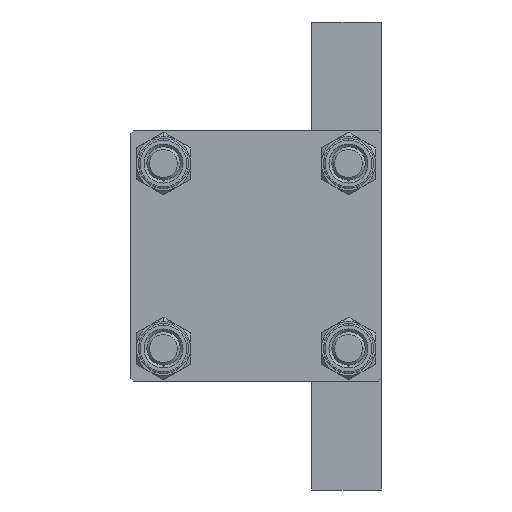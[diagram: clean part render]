
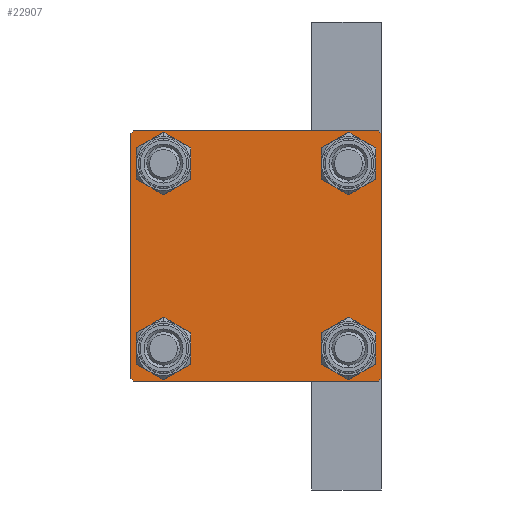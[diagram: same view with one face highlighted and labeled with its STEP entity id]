
A CAD part, left-side view. The second image highlights one B-rep face of the part: STEP entity #22907.
In plain terms, the highlighted planar face has unit normal (-1, 0, 0).
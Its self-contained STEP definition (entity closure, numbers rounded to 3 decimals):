
#714 = VERTEX_POINT ( 'NONE', #45715 ) ;
#928 = LINE ( 'NONE', #34227, #4758 ) ;
#1322 = EDGE_LOOP ( 'NONE', ( #11522, #30894, #17267, #30414, #46041, #35313, #28699, #4513 ) ) ;
#1342 = EDGE_CURVE ( 'NONE', #36845, #24073, #43188, .T. ) ;
#1698 = ORIENTED_EDGE ( 'NONE', *, *, #31065, .T. ) ;
#1886 = CARTESIAN_POINT ( 'NONE',  ( 0., 16.6, -16.6 ) ) ;
#2170 = CIRCLE ( 'NONE', #33755, 3.5 ) ;
#2352 = DIRECTION ( 'NONE',  ( 0., 0., 1. ) ) ;
#3095 = AXIS2_PLACEMENT_3D ( 'NONE', #39487, #6431, #46959 ) ;
#4142 = CARTESIAN_POINT ( 'NONE',  ( 0., -22.5, 22. ) ) ;
#4338 = EDGE_CURVE ( 'NONE', #23838, #23462, #928, .T. ) ;
#4513 = ORIENTED_EDGE ( 'NONE', *, *, #34371, .T. ) ;
#4758 = VECTOR ( 'NONE', #44831, 1000. ) ;
#4896 = CIRCLE ( 'NONE', #31883, 3.5 ) ;
#4926 = CARTESIAN_POINT ( 'NONE',  ( 0., -22.5, 22.5 ) ) ;
#5753 = LINE ( 'NONE', #13236, #27506 ) ;
#5768 = AXIS2_PLACEMENT_3D ( 'NONE', #19413, #26181, #19656 ) ;
#6431 = DIRECTION ( 'NONE',  ( 1., 0., 0. ) ) ;
#6674 = DIRECTION ( 'NONE',  ( 1., 0., 0. ) ) ;
#7129 = EDGE_LOOP ( 'NONE', ( #23111, #32775 ) ) ;
#7600 = DIRECTION ( 'NONE',  ( 0., 0., 1. ) ) ;
#8453 = CARTESIAN_POINT ( 'NONE',  ( 0., -16.6, 20.1 ) ) ;
#8502 = DIRECTION ( 'NONE',  ( -1., 0., 0. ) ) ;
#8786 = ORIENTED_EDGE ( 'NONE', *, *, #1342, .T. ) ;
#9756 = EDGE_LOOP ( 'NONE', ( #35359, #8786 ) ) ;
#9813 = EDGE_CURVE ( 'NONE', #31342, #31923, #30961, .T. ) ;
#10480 = CARTESIAN_POINT ( 'NONE',  ( 0., -22., 22.5 ) ) ;
#11234 = CARTESIAN_POINT ( 'NONE',  ( 0., -16.6, -16.6 ) ) ;
#11522 = ORIENTED_EDGE ( 'NONE', *, *, #40268, .T. ) ;
#12145 = DIRECTION ( 'NONE',  ( 0., -1., 0. ) ) ;
#12634 = CARTESIAN_POINT ( 'NONE',  ( 0., 22.5, -22.5 ) ) ;
#13236 = CARTESIAN_POINT ( 'NONE',  ( 0., 22.25, -22.25 ) ) ;
#13240 = AXIS2_PLACEMENT_3D ( 'NONE', #39780, #24608, #31600 ) ;
#13413 = CARTESIAN_POINT ( 'NONE',  ( 0., 22.5, 22.5 ) ) ;
#14078 = VECTOR ( 'NONE', #20897, 1000. ) ;
#14214 = VERTEX_POINT ( 'NONE', #19003 ) ;
#14478 = EDGE_CURVE ( 'NONE', #16924, #34548, #41983, .T. ) ;
#14678 = VECTOR ( 'NONE', #17556, 1000. ) ;
#15075 = ORIENTED_EDGE ( 'NONE', *, *, #47486, .T. ) ;
#15460 = VECTOR ( 'NONE', #47356, 1000. ) ;
#15477 = CARTESIAN_POINT ( 'NONE',  ( 0., -16.6, -20.1 ) ) ;
#15570 = LINE ( 'NONE', #4926, #33248 ) ;
#16003 = CARTESIAN_POINT ( 'NONE',  ( 0., 0., 0. ) ) ;
#16924 = VERTEX_POINT ( 'NONE', #44745 ) ;
#17020 = EDGE_CURVE ( 'NONE', #24073, #36845, #4896, .T. ) ;
#17087 = CARTESIAN_POINT ( 'NONE',  ( 0., -22.25, -22.25 ) ) ;
#17267 = ORIENTED_EDGE ( 'NONE', *, *, #9813, .T. ) ;
#17358 = CARTESIAN_POINT ( 'NONE',  ( 0., 16.6, 16.6 ) ) ;
#17556 = DIRECTION ( 'NONE',  ( 0., -0.707, 0.707 ) ) ;
#17801 = ORIENTED_EDGE ( 'NONE', *, *, #40869, .T. ) ;
#18496 = DIRECTION ( 'NONE',  ( 0., 0., 1. ) ) ;
#19003 = CARTESIAN_POINT ( 'NONE',  ( 0., 22., 22.5 ) ) ;
#19413 = CARTESIAN_POINT ( 'NONE',  ( 0., 16.6, 16.6 ) ) ;
#19649 = CARTESIAN_POINT ( 'NONE',  ( 0., 16.6, -20.1 ) ) ;
#19656 = DIRECTION ( 'NONE',  ( 0., 0., 1. ) ) ;
#20897 = DIRECTION ( 'NONE',  ( 0., -1., 0. ) ) ;
#21904 = LINE ( 'NONE', #17087, #14678 ) ;
#22153 = CARTESIAN_POINT ( 'NONE',  ( 0., 22.5, 22.5 ) ) ;
#22291 = FACE_BOUND ( 'NONE', #33105, .T. ) ;
#22907 = ADVANCED_FACE ( 'NONE', ( #22291, #26636, #41322, #36985, #37232 ), #33628, .T. ) ;
#23111 = ORIENTED_EDGE ( 'NONE', *, *, #46572, .T. ) ;
#23462 = VERTEX_POINT ( 'NONE', #10480 ) ;
#23721 = AXIS2_PLACEMENT_3D ( 'NONE', #43842, #28205, #32051 ) ;
#23827 = VERTEX_POINT ( 'NONE', #8453 ) ;
#23838 = VERTEX_POINT ( 'NONE', #4142 ) ;
#23961 = CARTESIAN_POINT ( 'NONE',  ( 0., -22.5, -22. ) ) ;
#24051 = CIRCLE ( 'NONE', #44814, 3.5 ) ;
#24073 = VERTEX_POINT ( 'NONE', #33031 ) ;
#24608 = DIRECTION ( 'NONE',  ( 1., 0., 0. ) ) ;
#25262 = CIRCLE ( 'NONE', #23721, 3.5 ) ;
#25780 = LINE ( 'NONE', #22153, #29400 ) ;
#25970 = DIRECTION ( 'NONE',  ( 1., 0., 0. ) ) ;
#26181 = DIRECTION ( 'NONE',  ( 1., 0., 0. ) ) ;
#26636 = FACE_BOUND ( 'NONE', #9756, .T. ) ;
#27506 = VECTOR ( 'NONE', #38798, 1000. ) ;
#27562 = EDGE_CURVE ( 'NONE', #29687, #31342, #5753, .T. ) ;
#28205 = DIRECTION ( 'NONE',  ( 1., 0., 0. ) ) ;
#28699 = ORIENTED_EDGE ( 'NONE', *, *, #42689, .F. ) ;
#29269 = CARTESIAN_POINT ( 'NONE',  ( 0., 22.25, 22.25 ) ) ;
#29298 = ORIENTED_EDGE ( 'NONE', *, *, #33499, .T. ) ;
#29400 = VECTOR ( 'NONE', #33485, 1000. ) ;
#29687 = VERTEX_POINT ( 'NONE', #34257 ) ;
#30408 = LINE ( 'NONE', #29269, #15460 ) ;
#30414 = ORIENTED_EDGE ( 'NONE', *, *, #43874, .T. ) ;
#30894 = ORIENTED_EDGE ( 'NONE', *, *, #27562, .T. ) ;
#30961 = LINE ( 'NONE', #12634, #35694 ) ;
#31065 = EDGE_CURVE ( 'NONE', #714, #44455, #2170, .T. ) ;
#31093 = CARTESIAN_POINT ( 'NONE',  ( 0., -16.6, 13.1 ) ) ;
#31330 = DIRECTION ( 'NONE',  ( 1., 0., 0. ) ) ;
#31342 = VERTEX_POINT ( 'NONE', #33936 ) ;
#31600 = DIRECTION ( 'NONE',  ( 0., 0., 1. ) ) ;
#31883 = AXIS2_PLACEMENT_3D ( 'NONE', #11234, #25970, #7600 ) ;
#31923 = VERTEX_POINT ( 'NONE', #45617 ) ;
#32051 = DIRECTION ( 'NONE',  ( 0., 0., 1. ) ) ;
#32736 = CARTESIAN_POINT ( 'NONE',  ( 0., -16.6, 16.6 ) ) ;
#32775 = ORIENTED_EDGE ( 'NONE', *, *, #14478, .T. ) ;
#33031 = CARTESIAN_POINT ( 'NONE',  ( 0., -16.6, -13.1 ) ) ;
#33105 = EDGE_LOOP ( 'NONE', ( #17801, #15075 ) ) ;
#33248 = VECTOR ( 'NONE', #41118, 1000. ) ;
#33266 = CIRCLE ( 'NONE', #13240, 3.5 ) ;
#33485 = DIRECTION ( 'NONE',  ( 0., 0., -1. ) ) ;
#33499 = EDGE_CURVE ( 'NONE', #44455, #714, #25262, .T. ) ;
#33628 = PLANE ( 'NONE',  #41189 ) ;
#33755 = AXIS2_PLACEMENT_3D ( 'NONE', #1886, #31330, #2352 ) ;
#33936 = CARTESIAN_POINT ( 'NONE',  ( 0., 22., -22.5 ) ) ;
#34227 = CARTESIAN_POINT ( 'NONE',  ( 0., -22.25, 22.25 ) ) ;
#34257 = CARTESIAN_POINT ( 'NONE',  ( 0., 22.5, -22. ) ) ;
#34371 = EDGE_CURVE ( 'NONE', #14214, #34384, #30408, .T. ) ;
#34384 = VERTEX_POINT ( 'NONE', #45100 ) ;
#34548 = VERTEX_POINT ( 'NONE', #40944 ) ;
#34751 = CIRCLE ( 'NONE', #43246, 3.5 ) ;
#35135 = LINE ( 'NONE', #13413, #14078 ) ;
#35313 = ORIENTED_EDGE ( 'NONE', *, *, #4338, .T. ) ;
#35359 = ORIENTED_EDGE ( 'NONE', *, *, #17020, .T. ) ;
#35694 = VECTOR ( 'NONE', #12145, 1000. ) ;
#36845 = VERTEX_POINT ( 'NONE', #15477 ) ;
#36985 = FACE_BOUND ( 'NONE', #7129, .T. ) ;
#37232 = FACE_OUTER_BOUND ( 'NONE', #1322, .T. ) ;
#37939 = DIRECTION ( 'NONE',  ( 0., 0., 1. ) ) ;
#38798 = DIRECTION ( 'NONE',  ( 0., -0.707, -0.707 ) ) ;
#39487 = CARTESIAN_POINT ( 'NONE',  ( 0., -16.6, -16.6 ) ) ;
#39536 = DIRECTION ( 'NONE',  ( 1., 0., 0. ) ) ;
#39780 = CARTESIAN_POINT ( 'NONE',  ( 0., -16.6, 16.6 ) ) ;
#40268 = EDGE_CURVE ( 'NONE', #34384, #29687, #25780, .T. ) ;
#40536 = EDGE_CURVE ( 'NONE', #23838, #47050, #15570, .T. ) ;
#40869 = EDGE_CURVE ( 'NONE', #23827, #43767, #24051, .T. ) ;
#40944 = CARTESIAN_POINT ( 'NONE',  ( 0., 16.6, 20.1 ) ) ;
#41118 = DIRECTION ( 'NONE',  ( 0., 0., -1. ) ) ;
#41189 = AXIS2_PLACEMENT_3D ( 'NONE', #16003, #8502, #37939 ) ;
#41322 = FACE_BOUND ( 'NONE', #43081, .T. ) ;
#41983 = CIRCLE ( 'NONE', #5768, 3.5 ) ;
#42689 = EDGE_CURVE ( 'NONE', #14214, #23462, #35135, .T. ) ;
#42919 = DIRECTION ( 'NONE',  ( 0., 0., 1. ) ) ;
#43081 = EDGE_LOOP ( 'NONE', ( #1698, #29298 ) ) ;
#43188 = CIRCLE ( 'NONE', #3095, 3.5 ) ;
#43246 = AXIS2_PLACEMENT_3D ( 'NONE', #17358, #39536, #42919 ) ;
#43767 = VERTEX_POINT ( 'NONE', #31093 ) ;
#43842 = CARTESIAN_POINT ( 'NONE',  ( 0., 16.6, -16.6 ) ) ;
#43874 = EDGE_CURVE ( 'NONE', #31923, #47050, #21904, .T. ) ;
#44455 = VERTEX_POINT ( 'NONE', #19649 ) ;
#44745 = CARTESIAN_POINT ( 'NONE',  ( 0., 16.6, 13.1 ) ) ;
#44814 = AXIS2_PLACEMENT_3D ( 'NONE', #32736, #6674, #18496 ) ;
#44831 = DIRECTION ( 'NONE',  ( 0., 0.707, 0.707 ) ) ;
#45100 = CARTESIAN_POINT ( 'NONE',  ( 0., 22.5, 22. ) ) ;
#45617 = CARTESIAN_POINT ( 'NONE',  ( 0., -22., -22.5 ) ) ;
#45715 = CARTESIAN_POINT ( 'NONE',  ( 0., 16.6, -13.1 ) ) ;
#46041 = ORIENTED_EDGE ( 'NONE', *, *, #40536, .F. ) ;
#46572 = EDGE_CURVE ( 'NONE', #34548, #16924, #34751, .T. ) ;
#46959 = DIRECTION ( 'NONE',  ( 0., 0., 1. ) ) ;
#47050 = VERTEX_POINT ( 'NONE', #23961 ) ;
#47356 = DIRECTION ( 'NONE',  ( 0., 0.707, -0.707 ) ) ;
#47486 = EDGE_CURVE ( 'NONE', #43767, #23827, #33266, .T. ) ;
